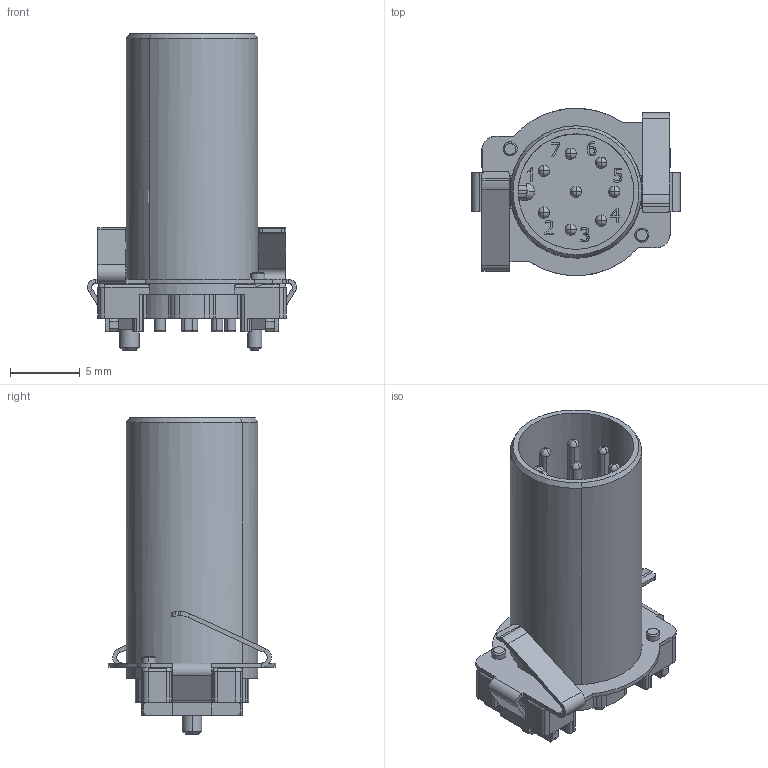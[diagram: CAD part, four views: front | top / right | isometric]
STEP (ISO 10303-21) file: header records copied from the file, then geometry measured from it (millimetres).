
FILE_DESCRIPTION(('CATIA V5R24 STEP','CAx-IF Rec.Pracs.--- Model Styling and Organization---1.2---2011-12-15'),'2;1');
FILE_NAME ('D1461903_0', '2017-05-16T12:06:59+00:00', ('Weidmueller Interface'), ('Weidmueller'), 'CATIA Version 5-6 Release 2014 SP4 HF52', 'CATIA V5 STEP AP214', 'none');
FILE_SCHEMA(('AUTOMOTIVE_DESIGN { 1 0 10303 214 1 1 1 1 }'));
Length unit declared in the file: millimetre
Products named in the file (1): 2423620000
Bounding box: 14.99 x 12 x 22.7 mm (x, y, z)
Volume: 1139.3 mm3; surface area: 1691.9 mm2
Topology: 2 solids, 2 shells, 606 faces, 1782 edges, 1172 vertices
Faces by surface type: plane 261, cylinder 203, bspline 80, sphere 36, torus 16, cone 10
Entity records: 21349 total; most frequent: CARTESIAN_POINT 6637, ORIENTED_EDGE 3492, DIRECTION 2284, EDGE_CURVE 1746, VERTEX_POINT 1172, AXIS2_PLACEMENT_3D 960, VECTOR 819, LINE 819
